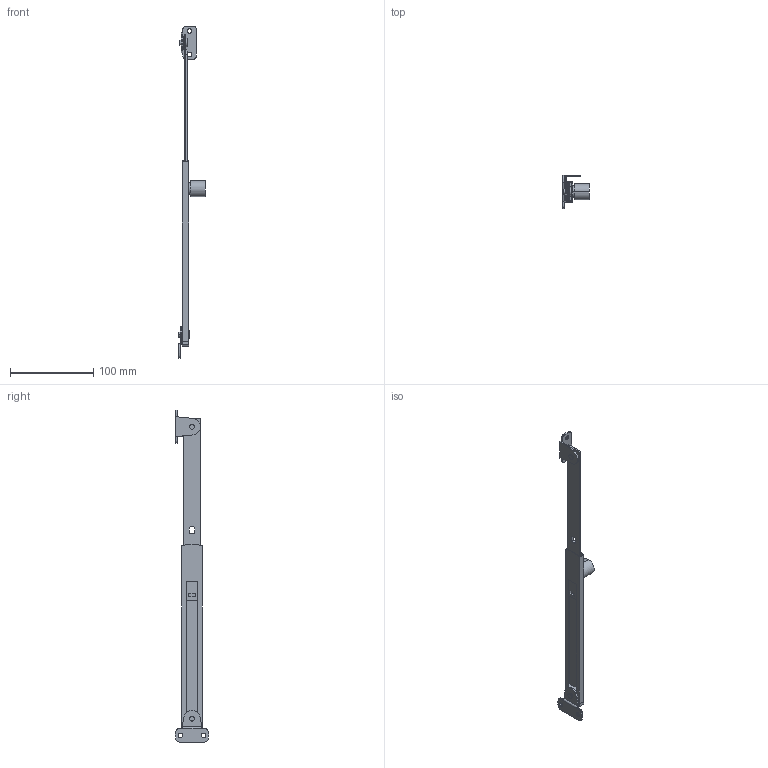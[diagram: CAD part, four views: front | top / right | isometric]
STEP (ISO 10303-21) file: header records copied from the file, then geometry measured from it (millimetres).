
FILE_DESCRIPTION (( 'STEP AP203' ), '1' );
FILE_NAME ('B-1475-1-2.STEP', '2012-02-14T01:33:36', ( '' ), ( '' ), 'SwSTEP 2.0', 'SolidWorks 2011', '' );
FILE_SCHEMA (( 'CONFIG_CONTROL_DESIGN' ));
Length unit declared in the file: millimetre
Products named in the file (10): B-1475-1-2; B-1475-1-2僣儅儈_; B-1475-1-2僄儞僪僉儍僢僾_; B-1475-1-2僽儔働僢僩Z2_; B-1475-1-2僗僥乕僺儞_; B-1475-1-2ナイロンワッシャー_; B-1475-1-2僽儔働僢僩L1_; B-1475-1-2傾乕儉_; B-1475-1-2傾乕儉僺儞_; B-1475-1-2僗僥乕_
Assembly tree (9 placements, depth 2):
  B-1475-1-2
    B-1475-1-2僗僥乕_
    B-1475-1-2僽儔働僢僩Z2_
    B-1475-1-2僣儅儈_
    B-1475-1-2僄儞僪僉儍僢僾_
    B-1475-1-2僗僥乕僺儞_
    B-1475-1-2ナイロンワッシャー_
    B-1475-1-2僽儔働僢僩L1_
    B-1475-1-2傾乕儉_
    B-1475-1-2傾乕儉僺儞_
Bounding box: 32.1 x 39.86 x 398 mm (x, y, z)
Volume: 35266.4 mm3; surface area: 40367.4 mm2
Topology: 9 solids, 9 shells, 143 faces, 351 edges, 232 vertices
Faces by surface type: plane 75, cylinder 65, torus 3
Entity records: 5378 total; most frequent: DIRECTION 794, CARTESIAN_POINT 750, ORIENTED_EDGE 702, EDGE_CURVE 351, AXIS2_PLACEMENT_3D 292, VERTEX_POINT 232, VECTOR 210, LINE 210
